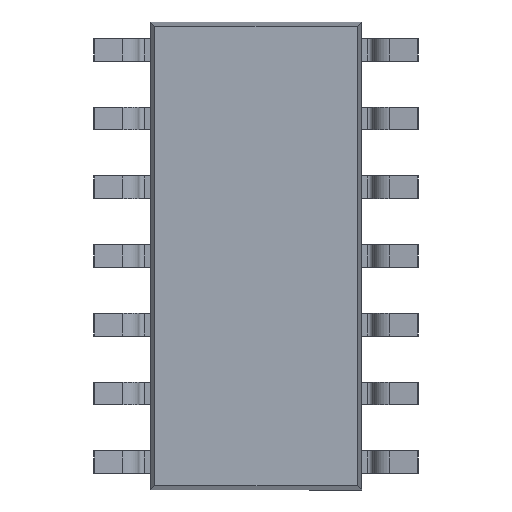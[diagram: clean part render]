
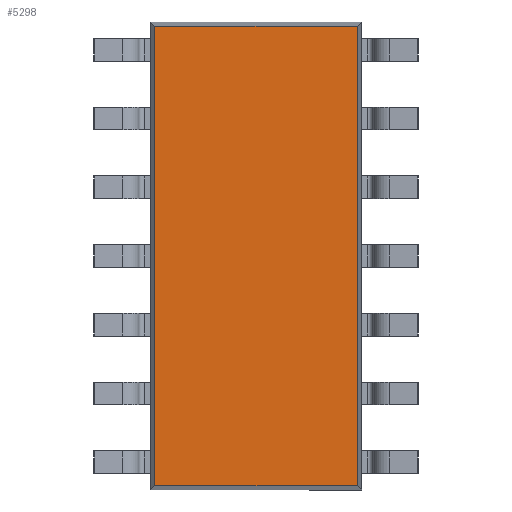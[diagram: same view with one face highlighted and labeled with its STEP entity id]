
A CAD part, front view. The second image highlights one B-rep face of the part: STEP entity #5298.
In plain terms, the highlighted planar face has unit normal (0, -1, 0).
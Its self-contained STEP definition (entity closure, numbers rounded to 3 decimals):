
#25 = LINE ( 'NONE', #1140, #3389 ) ;
#98 = DIRECTION ( 'NONE',  ( -1., 0., 0. ) ) ;
#183 = CARTESIAN_POINT ( 'NONE',  ( -1.871, 0.25, 4.325 ) ) ;
#605 = CARTESIAN_POINT ( 'NONE',  ( 1.95, 0.25, 4.246 ) ) ;
#655 = DIRECTION ( 'NONE',  ( 0., -1., 0. ) ) ;
#1089 = EDGE_CURVE ( 'NONE', #4951, #4897, #2731, .T. ) ;
#1140 = CARTESIAN_POINT ( 'NONE',  ( 1.871, 0.25, -4.325 ) ) ;
#1160 = CARTESIAN_POINT ( 'NONE',  ( 0., 0.25, 0. ) ) ;
#1234 = PLANE ( 'NONE',  #4564 ) ;
#1327 = VECTOR ( 'NONE', #1695, 1000. ) ;
#1695 = DIRECTION ( 'NONE',  ( 1., 0., 0. ) ) ;
#1951 = ORIENTED_EDGE ( 'NONE', *, *, #6341, .T. ) ;
#2015 = ORIENTED_EDGE ( 'NONE', *, *, #4499, .T. ) ;
#2093 = DIRECTION ( 'NONE',  ( 0., 0., 1. ) ) ;
#2731 = LINE ( 'NONE', #605, #5896 ) ;
#3185 = LINE ( 'NONE', #183, #5667 ) ;
#3389 = VECTOR ( 'NONE', #2093, 1000. ) ;
#3647 = CARTESIAN_POINT ( 'NONE',  ( -1.871, 0.25, -4.246 ) ) ;
#3810 = CARTESIAN_POINT ( 'NONE',  ( -1.871, 0.25, 4.246 ) ) ;
#3959 = VERTEX_POINT ( 'NONE', #3647 ) ;
#4205 = FACE_OUTER_BOUND ( 'NONE', #5806, .T. ) ;
#4499 = EDGE_CURVE ( 'NONE', #3959, #6235, #6280, .T. ) ;
#4564 = AXIS2_PLACEMENT_3D ( 'NONE', #1160, #655, #6292 ) ;
#4602 = EDGE_CURVE ( 'NONE', #4897, #3959, #3185, .T. ) ;
#4779 = CARTESIAN_POINT ( 'NONE',  ( -1.95, 0.25, -4.246 ) ) ;
#4897 = VERTEX_POINT ( 'NONE', #3810 ) ;
#4940 = CARTESIAN_POINT ( 'NONE',  ( 1.871, 0.25, 4.246 ) ) ;
#4951 = VERTEX_POINT ( 'NONE', #4940 ) ;
#5266 = ORIENTED_EDGE ( 'NONE', *, *, #4602, .T. ) ;
#5298 = ADVANCED_FACE ( 'NONE', ( #4205 ), #1234, .T. ) ;
#5578 = ORIENTED_EDGE ( 'NONE', *, *, #1089, .T. ) ;
#5667 = VECTOR ( 'NONE', #5877, 1000. ) ;
#5806 = EDGE_LOOP ( 'NONE', ( #5266, #2015, #1951, #5578 ) ) ;
#5877 = DIRECTION ( 'NONE',  ( 0., 0., -1. ) ) ;
#5896 = VECTOR ( 'NONE', #98, 1000. ) ;
#6171 = CARTESIAN_POINT ( 'NONE',  ( 1.871, 0.25, -4.246 ) ) ;
#6235 = VERTEX_POINT ( 'NONE', #6171 ) ;
#6280 = LINE ( 'NONE', #4779, #1327 ) ;
#6292 = DIRECTION ( 'NONE',  ( 0., 0., -1. ) ) ;
#6341 = EDGE_CURVE ( 'NONE', #6235, #4951, #25, .T. ) ;
